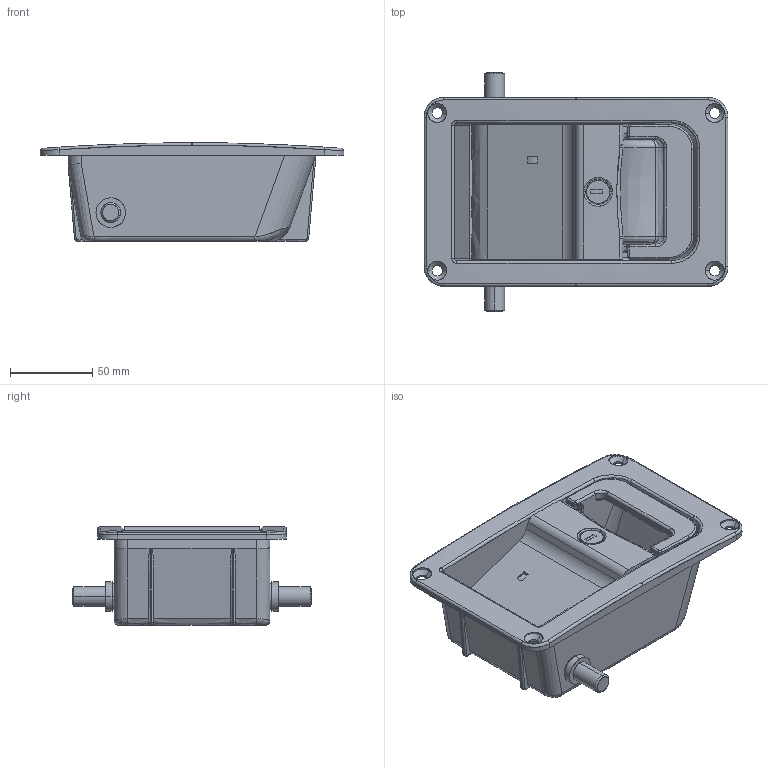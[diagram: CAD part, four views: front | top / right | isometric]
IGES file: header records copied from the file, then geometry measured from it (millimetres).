
Start section: SolidWorks IGES file using analytic representation for surfaces
Global section: file name: FA-816-4_no fook.IGS; native system: SolidWorks 2018; preprocessor: SolidWorks 2018; author: 1337yo; date: 210719.161207; units: millimetre
Bounding box: 185 x 145.8 x 60.07 mm (x, y, z)
Surface area: 176660.4 mm2 (no closed solid volume)
Topology: 0 solids, 0 shells, 1137 faces, 13528 edges, 13483 vertices
Faces by surface type: revolution 571, bspline 566
